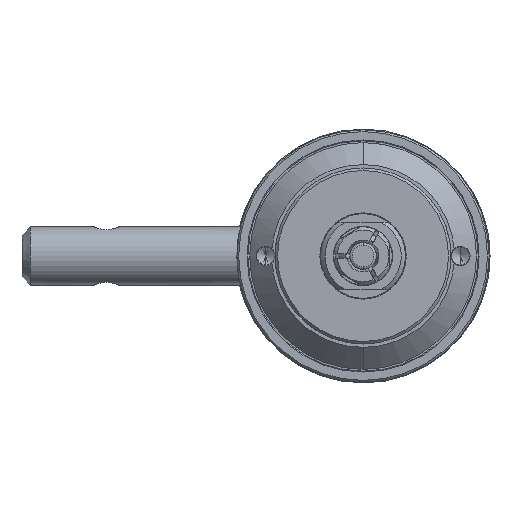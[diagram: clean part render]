
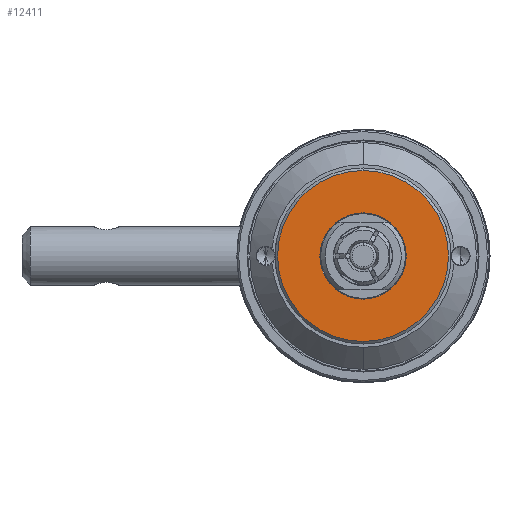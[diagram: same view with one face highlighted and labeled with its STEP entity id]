
A CAD part, left-side view. The second image highlights one B-rep face of the part: STEP entity #12411.
In plain terms, the highlighted planar face has unit normal (-1, 0, 0).
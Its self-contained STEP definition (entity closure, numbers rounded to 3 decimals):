
#2404 = ORIENTED_EDGE ( 'NONE', *, *, #7058, .T. ) ;
#2409 = ORIENTED_EDGE ( 'NONE', *, *, #6897, .T. ) ;
#3205 = ORIENTED_EDGE ( 'NONE', *, *, #6901, .T. ) ;
#3321 = ORIENTED_EDGE ( 'NONE', *, *, #7096, .T. ) ;
#6143 = FACE_OUTER_BOUND ( 'NONE', #10356, .T. ) ;
#6144 = FACE_BOUND ( 'NONE', #10357, .T. ) ;
#6485 = AXIS2_PLACEMENT_3D ( 'NONE', #21112, #21113, #21114 ) ;
#6897 = EDGE_CURVE ( 'NONE', #14763, #14762, #12293, .T. ) ;
#6901 = EDGE_CURVE ( 'NONE', #14784, #14785, #7756, .T. ) ;
#7058 = EDGE_CURVE ( 'NONE', #14785, #14784, #7873, .T. ) ;
#7096 = EDGE_CURVE ( 'NONE', #14762, #14763, #7897, .T. ) ;
#7753 = AXIS2_PLACEMENT_3D ( 'NONE', #15265, #15221, #15220 ) ;
#7756 = CIRCLE ( 'NONE', #7758, 10.1 ) ;
#7758 = AXIS2_PLACEMENT_3D ( 'NONE', #15229, #15230, #15228 ) ;
#7873 = CIRCLE ( 'NONE', #7876, 10.1 ) ;
#7876 = AXIS2_PLACEMENT_3D ( 'NONE', #14989, #14986, #14992 ) ;
#7897 = CIRCLE ( 'NONE', #7899, 5.1 ) ;
#7899 = AXIS2_PLACEMENT_3D ( 'NONE', #15055, #15056, #15057 ) ;
#10356 = EDGE_LOOP ( 'NONE', ( #3205, #2404 ) ) ;
#10357 = EDGE_LOOP ( 'NONE', ( #3321, #2409 ) ) ;
#12293 = CIRCLE ( 'NONE', #7753, 5.1 ) ;
#12411 = ADVANCED_FACE ( 'NONE', ( #6143, #6144 ), #21111, .F. ) ;
#14762 = VERTEX_POINT ( 'NONE', #18237 ) ;
#14763 = VERTEX_POINT ( 'NONE', #18238 ) ;
#14784 = VERTEX_POINT ( 'NONE', #18259 ) ;
#14785 = VERTEX_POINT ( 'NONE', #18260 ) ;
#14986 = DIRECTION ( 'NONE',  ( -1., 0., 0. ) ) ;
#14989 = CARTESIAN_POINT ( 'NONE',  ( 0., 0., 0. ) ) ;
#14992 = DIRECTION ( 'NONE',  ( 0., 0., -1. ) ) ;
#15055 = CARTESIAN_POINT ( 'NONE',  ( 0., 0., 0. ) ) ;
#15056 = DIRECTION ( 'NONE',  ( 1., 0., 0. ) ) ;
#15057 = DIRECTION ( 'NONE',  ( 0., 0., -1. ) ) ;
#15220 = DIRECTION ( 'NONE',  ( 0., 0., -1. ) ) ;
#15221 = DIRECTION ( 'NONE',  ( 1., 0., 0. ) ) ;
#15228 = DIRECTION ( 'NONE',  ( 0., 0., -1. ) ) ;
#15229 = CARTESIAN_POINT ( 'NONE',  ( 0., 0., 0. ) ) ;
#15230 = DIRECTION ( 'NONE',  ( -1., 0., 0. ) ) ;
#15265 = CARTESIAN_POINT ( 'NONE',  ( 0., 0., 0. ) ) ;
#18237 = CARTESIAN_POINT ( 'NONE',  ( 0., 0., 5.1 ) ) ;
#18238 = CARTESIAN_POINT ( 'NONE',  ( 0., 0., -5.1 ) ) ;
#18259 = CARTESIAN_POINT ( 'NONE',  ( 0., 0., -10.1 ) ) ;
#18260 = CARTESIAN_POINT ( 'NONE',  ( 0., 0., 10.1 ) ) ;
#21111 = PLANE ( 'NONE',  #6485 ) ;
#21112 = CARTESIAN_POINT ( 'NONE',  ( 0., 10.4, 0. ) ) ;
#21113 = DIRECTION ( 'NONE',  ( 1., 0., 0. ) ) ;
#21114 = DIRECTION ( 'NONE',  ( 0., 0., -1. ) ) ;
